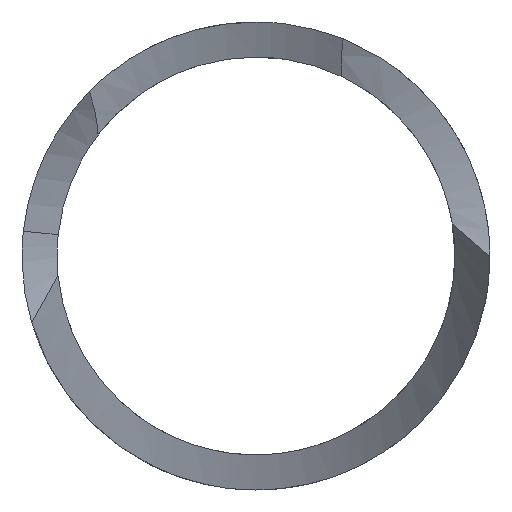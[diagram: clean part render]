
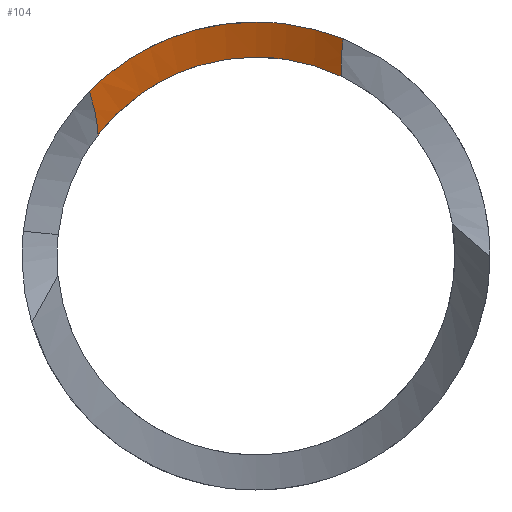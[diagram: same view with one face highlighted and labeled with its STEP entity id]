
A CAD part, front view. The second image highlights one B-rep face of the part: STEP entity #104.
In plain terms, the highlighted cylindrical face has radius 15 mm (diameter 30 mm), a partial arc.
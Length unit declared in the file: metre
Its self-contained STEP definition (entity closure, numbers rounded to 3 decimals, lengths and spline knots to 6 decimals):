
#104=ADVANCED_FACE('0:99',(#241),#242,.F.);
#126=EDGE_CURVE('0:41',#274,#277,#278,.T.);
#138=EDGE_CURVE('0:1309',#296,#297,#298,.T.);
#150=EDGE_CURVE('0:1390',#296,#274,#315,.T.);
#164=EDGE_CURVE('',#297,#328,#331,.T.);
#174=EDGE_CURVE('',#277,#342,#343,.T.);
#182=EDGE_CURVE('0:200',#328,#342,#351,.T.);
#241=FACE_OUTER_BOUND('',#400,.T.);
#242=CYLINDRICAL_SURFACE('',#401,0.015);
#274=VERTEX_POINT('',#597);
#277=VERTEX_POINT('',#616);
#278=B_SPLINE_CURVE_WITH_KNOTS('',3,(#617,#618,#619,#620,#621,#622,#623,#624,#625,#626,#627,#628,#629,#630,#631,#632,#633,#634,#635,#636,#637,#638),.UNSPECIFIED.,.F.,.F.,(4,3,3,3,3,3,3,4),(0.037102,0.03963,0.041004,0.041863,0.04431,0.046274,0.047607,0.048239),.UNSPECIFIED.);
#296=VERTEX_POINT('',#708);
#297=VERTEX_POINT('',#709);
#298=B_SPLINE_CURVE_WITH_KNOTS('',3,(#710,#711,#712,#713,#714,#715,#716,#717,#718,#719,#720,#721,#722),.UNSPECIFIED.,.F.,.F.,(4,3,3,3,4),(42.395958,47.424862,52.37692,57.545053,59.059845),.UNSPECIFIED.);
#315=B_SPLINE_CURVE_WITH_KNOTS('',3,(#859,#860,#861,#862),.UNSPECIFIED.,.F.,.F.,(4,4),(27.440687,29.95831),.UNSPECIFIED.);
#328=VERTEX_POINT('',#978);
#331=B_SPLINE_CURVE_WITH_KNOTS('',3,(#998,#999,#1000,#1001,#1002,#1003,#1004,#1005,#1006,#1007,#1008,#1009,#1010),.UNSPECIFIED.,.F.,.F.,(4,3,3,3,4),(42.395958,47.424862,52.37692,57.545053,59.059845),.UNSPECIFIED.);
#342=VERTEX_POINT('',#1075);
#343=B_SPLINE_CURVE_WITH_KNOTS('',3,(#1076,#1077,#1078,#1079,#1080,#1081,#1082,#1083,#1084,#1085,#1086,#1087,#1088,#1089,#1090,#1091,#1092,#1093,#1094,#1095,#1096,#1097),.UNSPECIFIED.,.F.,.F.,(4,3,3,3,3,3,3,4),(0.037102,0.03963,0.041004,0.041863,0.04431,0.046274,0.047607,0.048239),.UNSPECIFIED.);
#351=B_SPLINE_CURVE_WITH_KNOTS('',4,(#1177,#1178,#1179,#1180,#1181),.UNSPECIFIED.,.F.,.F.,(5,5),(2.79622,5.726512),.UNSPECIFIED.);
#400=EDGE_LOOP('',(#1315,#1316,#1317,#1318,#1319,#1320));
#401=AXIS2_PLACEMENT_3D('',#1321,#1322,#1323);
#597=CARTESIAN_POINT('',(-1.393055,-0.202485,-0.062338));
#616=CARTESIAN_POINT('',(-1.396735,-0.202265,-0.0615));
#617=CARTESIAN_POINT('',(-1.393055,-0.202485,-0.062338));
#618=CARTESIAN_POINT('',(-1.393851,-0.20242,-0.061956));
#619=CARTESIAN_POINT('',(-1.394721,-0.202351,-0.061695));
#620=CARTESIAN_POINT('',(-1.3956,-0.202307,-0.061576));
#621=CARTESIAN_POINT('',(-1.396078,-0.202284,-0.061512));
#622=CARTESIAN_POINT('',(-1.396558,-0.202267,-0.061489));
#623=CARTESIAN_POINT('',(-1.397027,-0.202258,-0.061505));
#624=CARTESIAN_POINT('',(-1.397321,-0.202253,-0.061515));
#625=CARTESIAN_POINT('',(-1.397608,-0.202251,-0.06154));
#626=CARTESIAN_POINT('',(-1.397893,-0.202252,-0.061579));
#627=CARTESIAN_POINT('',(-1.398705,-0.202254,-0.061691));
#628=CARTESIAN_POINT('',(-1.399537,-0.202284,-0.061929));
#629=CARTESIAN_POINT('',(-1.400319,-0.202333,-0.062292));
#630=CARTESIAN_POINT('',(-1.400946,-0.202373,-0.062584));
#631=CARTESIAN_POINT('',(-1.40154,-0.202426,-0.062955));
#632=CARTESIAN_POINT('',(-1.402075,-0.202477,-0.063387));
#633=CARTESIAN_POINT('',(-1.402438,-0.202512,-0.06368));
#634=CARTESIAN_POINT('',(-1.402773,-0.202546,-0.064001));
#635=CARTESIAN_POINT('',(-1.403075,-0.202574,-0.064339));
#636=CARTESIAN_POINT('',(-1.403219,-0.202587,-0.064499));
#637=CARTESIAN_POINT('',(-1.403354,-0.202598,-0.064663));
#638=CARTESIAN_POINT('',(-1.403482,-0.202608,-0.06483));
#708=CARTESIAN_POINT('',(-1.393009,-0.203216,-0.06072));
#709=CARTESIAN_POINT('',(-1.396735,-0.202879,-0.06));
#710=CARTESIAN_POINT('',(-1.393009,-0.203216,-0.06072));
#711=CARTESIAN_POINT('',(-1.394101,-0.203067,-0.060282));
#712=CARTESIAN_POINT('',(-1.395274,-0.202945,-0.060037));
#713=CARTESIAN_POINT('',(-1.396458,-0.20289,-0.060004));
#714=CARTESIAN_POINT('',(-1.397623,-0.202836,-0.059972));
#715=CARTESIAN_POINT('',(-1.398797,-0.202846,-0.060146));
#716=CARTESIAN_POINT('',(-1.399902,-0.202917,-0.060515));
#717=CARTESIAN_POINT('',(-1.401055,-0.202992,-0.0609));
#718=CARTESIAN_POINT('',(-1.402132,-0.203133,-0.061495));
#719=CARTESIAN_POINT('',(-1.403067,-0.203293,-0.06226));
#720=CARTESIAN_POINT('',(-1.403341,-0.20334,-0.062484));
#721=CARTESIAN_POINT('',(-1.403603,-0.203388,-0.062723));
#722=CARTESIAN_POINT('',(-1.403852,-0.203435,-0.062975));
#859=CARTESIAN_POINT('',(-1.393009,-0.203216,-0.06072));
#860=CARTESIAN_POINT('',(-1.393091,-0.202956,-0.061248));
#861=CARTESIAN_POINT('',(-1.393118,-0.202708,-0.061792));
#862=CARTESIAN_POINT('',(-1.393055,-0.202485,-0.062338));
#978=CARTESIAN_POINT('',(-1.403852,-0.203435,-0.062975));
#998=CARTESIAN_POINT('',(-1.393009,-0.203216,-0.06072));
#999=CARTESIAN_POINT('',(-1.394101,-0.203067,-0.060282));
#1000=CARTESIAN_POINT('',(-1.395274,-0.202945,-0.060037));
#1001=CARTESIAN_POINT('',(-1.396458,-0.20289,-0.060004));
#1002=CARTESIAN_POINT('',(-1.397623,-0.202836,-0.059972));
#1003=CARTESIAN_POINT('',(-1.398797,-0.202846,-0.060146));
#1004=CARTESIAN_POINT('',(-1.399902,-0.202917,-0.060515));
#1005=CARTESIAN_POINT('',(-1.401055,-0.202992,-0.0609));
#1006=CARTESIAN_POINT('',(-1.402132,-0.203133,-0.061495));
#1007=CARTESIAN_POINT('',(-1.403067,-0.203293,-0.06226));
#1008=CARTESIAN_POINT('',(-1.403341,-0.20334,-0.062484));
#1009=CARTESIAN_POINT('',(-1.403603,-0.203388,-0.062723));
#1010=CARTESIAN_POINT('',(-1.403852,-0.203435,-0.062975));
#1075=CARTESIAN_POINT('',(-1.403482,-0.202608,-0.06483));
#1076=CARTESIAN_POINT('',(-1.393055,-0.202485,-0.062338));
#1077=CARTESIAN_POINT('',(-1.393851,-0.20242,-0.061956));
#1078=CARTESIAN_POINT('',(-1.394721,-0.202351,-0.061695));
#1079=CARTESIAN_POINT('',(-1.3956,-0.202307,-0.061576));
#1080=CARTESIAN_POINT('',(-1.396078,-0.202284,-0.061512));
#1081=CARTESIAN_POINT('',(-1.396558,-0.202267,-0.061489));
#1082=CARTESIAN_POINT('',(-1.397027,-0.202258,-0.061505));
#1083=CARTESIAN_POINT('',(-1.397321,-0.202253,-0.061515));
#1084=CARTESIAN_POINT('',(-1.397608,-0.202251,-0.06154));
#1085=CARTESIAN_POINT('',(-1.397893,-0.202252,-0.061579));
#1086=CARTESIAN_POINT('',(-1.398705,-0.202254,-0.061691));
#1087=CARTESIAN_POINT('',(-1.399537,-0.202284,-0.061929));
#1088=CARTESIAN_POINT('',(-1.400319,-0.202333,-0.062292));
#1089=CARTESIAN_POINT('',(-1.400946,-0.202373,-0.062584));
#1090=CARTESIAN_POINT('',(-1.40154,-0.202426,-0.062955));
#1091=CARTESIAN_POINT('',(-1.402075,-0.202477,-0.063387));
#1092=CARTESIAN_POINT('',(-1.402438,-0.202512,-0.06368));
#1093=CARTESIAN_POINT('',(-1.402773,-0.202546,-0.064001));
#1094=CARTESIAN_POINT('',(-1.403075,-0.202574,-0.064339));
#1095=CARTESIAN_POINT('',(-1.403219,-0.202587,-0.064499));
#1096=CARTESIAN_POINT('',(-1.403354,-0.202598,-0.064663));
#1097=CARTESIAN_POINT('',(-1.403482,-0.202608,-0.06483));
#1177=CARTESIAN_POINT('',(-1.403852,-0.203435,-0.062975));
#1178=CARTESIAN_POINT('',(-1.403699,-0.203205,-0.063413));
#1179=CARTESIAN_POINT('',(-1.403582,-0.202988,-0.063871));
#1180=CARTESIAN_POINT('',(-1.403509,-0.202788,-0.064346));
#1181=CARTESIAN_POINT('',(-1.403482,-0.202608,-0.06483));
#1315=ORIENTED_EDGE('',*,*,#182,.T.);
#1316=ORIENTED_EDGE('',*,*,#174,.F.);
#1317=ORIENTED_EDGE('',*,*,#126,.F.);
#1318=ORIENTED_EDGE('',*,*,#150,.F.);
#1319=ORIENTED_EDGE('',*,*,#138,.T.);
#1320=ORIENTED_EDGE('',*,*,#164,.T.);
#1321=CARTESIAN_POINT('',(-1.39617,-0.213133,-0.074604));
#1322=DIRECTION('',(0.113,0.373,-0.921));
#1323=DIRECTION('',(-0.957,0.29,0.0));
